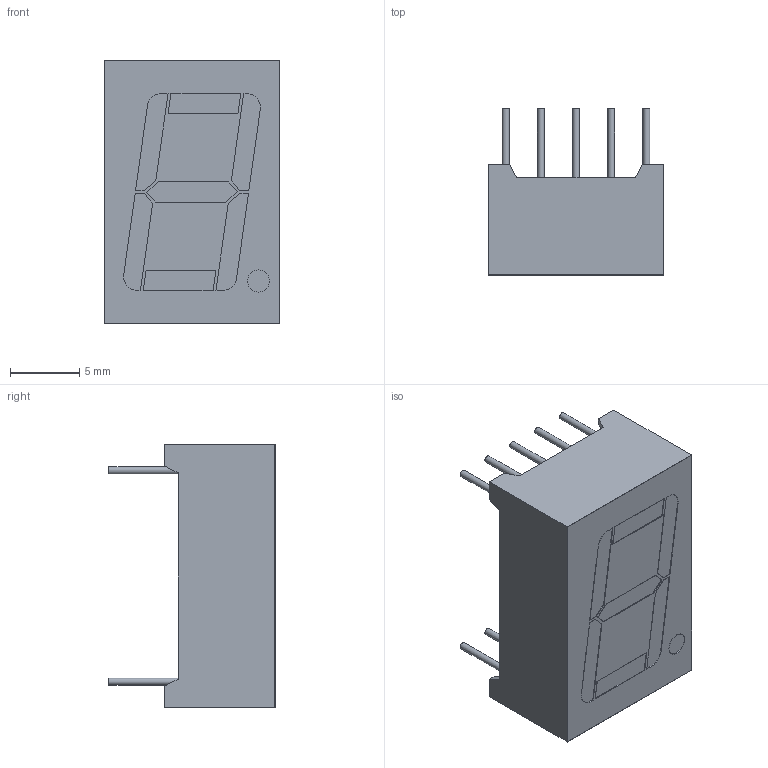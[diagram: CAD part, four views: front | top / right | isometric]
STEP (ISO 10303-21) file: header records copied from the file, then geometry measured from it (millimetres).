
FILE_DESCRIPTION(/* description */ ('STEP AP242','CAx-IF Rec.Pracs.---Representation and Presentation of Product Manufacturing Information (PMI)---4.0---2014-10-13','CAx-IF Rec.Pracs.---3D Tessellated Geometry---0.4---2014-09-14','2;1'),/* implementation_level */ '2;1');
FILE_NAME(/* name */ '656a3aa0db4dd143170ae7b0',/* time_stamp */ '2023-12-01T19:57:20Z',/* author */ (''),/* organization */ (''),/* preprocessor_version */ 'ST-DEVELOPER v19.4',/* originating_system */ ' ',/* authorisation */ ' ');
FILE_SCHEMA (('AP242_MANAGED_MODEL_BASED_3D_ENGINEERING_MIM_LF { 1 0 10303 442 1 1 4 }'));
Length unit declared in the file: metre
Products named in the file (22): QBSLDXX56ZGR; segment6; pcb assy + fill; segment7; pin9; frame; segment3; pin3; pin6; pin8; pin7; pin2; segment5; segment2; segment4; segment1; overlay; segment8; pin10; pin1; pin5; pin4
Assembly tree (21 placements, depth 2):
  QBSLDXX56ZGR
    segment6
    pcb assy + fill
    segment7
    pin9
    frame
    segment3
    pin3
    pin6
    pin8
    pin7
    pin2
    segment5
    segment2
    segment4
    segment1
    overlay
    segment8
    pin10
    pin1
    pin5
    pin4
Bounding box: 12.7 x 12 x 19 mm (x, y, z)
Volume: 1691.6 mm3; surface area: 2692 mm2
Topology: 21 solids, 21 shells, 258 faces, 631 edges, 421 vertices
Faces by surface type: plane 204, bspline 29, cylinder 25
Full cylindrical faces by diameter (mm): 0.5 x10, 1.6 x3
Entity records: 8143 total; most frequent: CARTESIAN_POINT 1636, ORIENTED_EDGE 1234, DIRECTION 1111, EDGE_CURVE 617, LINE 509, VECTOR 509, VERTEX_POINT 420, EDGE_LOOP 309
